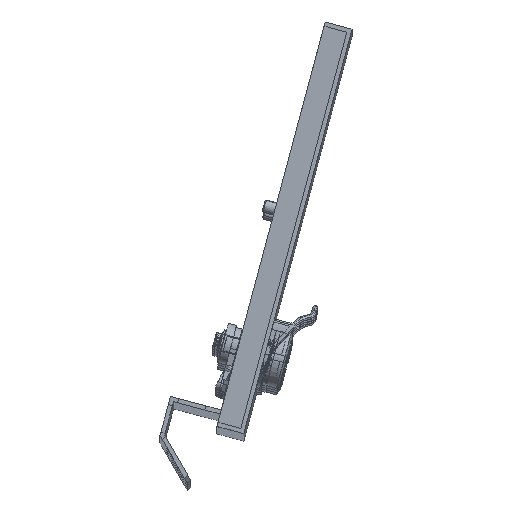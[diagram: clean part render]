
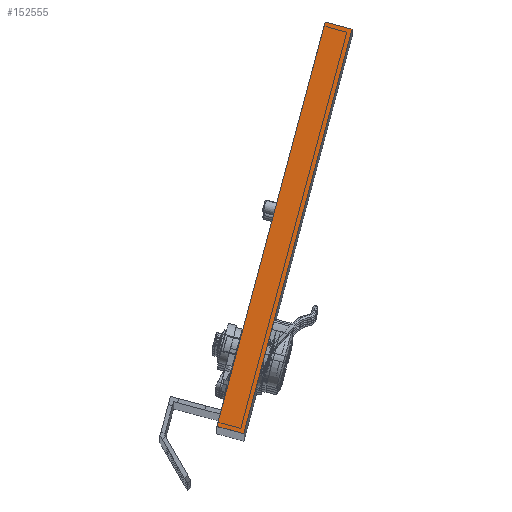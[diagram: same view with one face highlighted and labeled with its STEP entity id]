
A CAD part, top view. The second image highlights one B-rep face of the part: STEP entity #152555.
In plain terms, the highlighted planar face has unit normal (0, 0, 1).
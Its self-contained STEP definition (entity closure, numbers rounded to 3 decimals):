
#14079 = DIRECTION ( 'NONE',  ( 0.259, 0.966, 0. ) ) ;
#23170 = PLANE ( 'NONE',  #73688 ) ;
#32534 = EDGE_CURVE ( 'NONE', #91077, #147563, #67921, .T. ) ;
#36166 = FACE_OUTER_BOUND ( 'NONE', #182788, .T. ) ;
#46398 = LINE ( 'NONE', #61547, #54722 ) ;
#54251 = LINE ( 'NONE', #150256, #95823 ) ;
#54722 = VECTOR ( 'NONE', #14079, 1000. ) ;
#61547 = CARTESIAN_POINT ( 'NONE',  ( -86.298, -315.744, 1145. ) ) ;
#67921 = LINE ( 'NONE', #168226, #189354 ) ;
#69387 = VERTEX_POINT ( 'NONE', #188225 ) ;
#70637 = DIRECTION ( 'NONE',  ( 0.966, -0.259, 0. ) ) ;
#73688 = AXIS2_PLACEMENT_3D ( 'NONE', #203257, #88939, #70637 ) ;
#80034 = CARTESIAN_POINT ( 'NONE',  ( -58.162, -222.343, 1145. ) ) ;
#83888 = ORIENTED_EDGE ( 'NONE', *, *, #32534, .F. ) ;
#88939 = DIRECTION ( 'NONE',  ( 0., 0., -1. ) ) ;
#91077 = VERTEX_POINT ( 'NONE', #116192 ) ;
#95768 = VERTEX_POINT ( 'NONE', #120957 ) ;
#95823 = VECTOR ( 'NONE', #151325, 1000. ) ;
#115373 = DIRECTION ( 'NONE',  ( -0.966, 0.259, 0. ) ) ;
#116192 = CARTESIAN_POINT ( 'NONE',  ( -111.509, -409.928, 1145. ) ) ;
#120957 = CARTESIAN_POINT ( 'NONE',  ( -61.087, -221.56, 1145. ) ) ;
#135528 = ORIENTED_EDGE ( 'NONE', *, *, #202548, .T. ) ;
#135845 = VECTOR ( 'NONE', #159866, 1000. ) ;
#147563 = VERTEX_POINT ( 'NONE', #202546 ) ;
#150256 = CARTESIAN_POINT ( 'NONE',  ( -98.856, -312.383, 1145. ) ) ;
#150569 = ORIENTED_EDGE ( 'NONE', *, *, #211448, .T. ) ;
#151325 = DIRECTION ( 'NONE',  ( -0.259, -0.966, 0. ) ) ;
#152555 = ADVANCED_FACE ( 'NONE', ( #36166 ), #23170, .F. ) ;
#159866 = DIRECTION ( 'NONE',  ( -0.966, 0.259, 0. ) ) ;
#160933 = LINE ( 'NONE', #80034, #135845 ) ;
#168226 = CARTESIAN_POINT ( 'NONE',  ( -108.584, -410.711, 1145. ) ) ;
#182788 = EDGE_LOOP ( 'NONE', ( #192325, #135528, #150569, #83888 ) ) ;
#188225 = CARTESIAN_POINT ( 'NONE',  ( -73.645, -218.199, 1145. ) ) ;
#189354 = VECTOR ( 'NONE', #115373, 1000. ) ;
#189570 = EDGE_CURVE ( 'NONE', #91077, #95768, #46398, .T. ) ;
#192325 = ORIENTED_EDGE ( 'NONE', *, *, #189570, .T. ) ;
#202546 = CARTESIAN_POINT ( 'NONE',  ( -124.067, -406.567, 1145. ) ) ;
#202548 = EDGE_CURVE ( 'NONE', #95768, #69387, #160933, .T. ) ;
#203257 = CARTESIAN_POINT ( 'NONE',  ( -86.298, -315.744, 1145. ) ) ;
#211448 = EDGE_CURVE ( 'NONE', #69387, #147563, #54251, .T. ) ;
